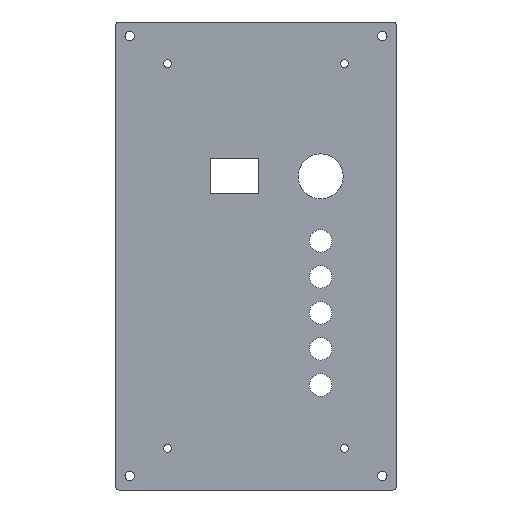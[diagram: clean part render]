
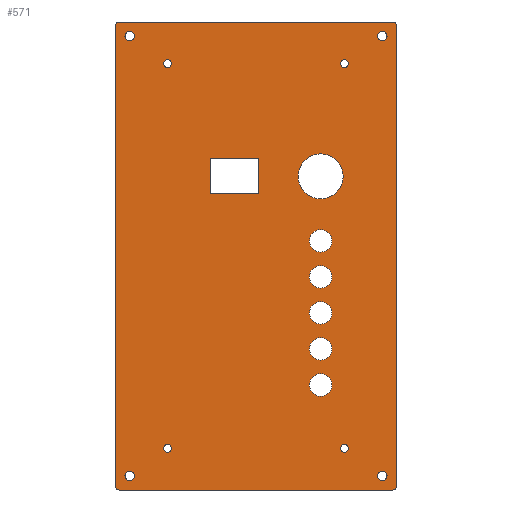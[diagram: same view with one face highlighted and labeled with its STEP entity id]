
A CAD part, front view. The second image highlights one B-rep face of the part: STEP entity #571.
In plain terms, the highlighted planar face has unit normal (0, -1, 0).
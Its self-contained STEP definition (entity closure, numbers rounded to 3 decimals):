
#16=LINE('',#836,#44);
#19=LINE('',#842,#47);
#22=LINE('',#848,#50);
#25=LINE('',#852,#53);
#28=LINE('',#909,#56);
#31=LINE('',#915,#59);
#32=LINE('',#919,#60);
#33=LINE('',#923,#61);
#44=VECTOR('',#681,18.75);
#47=VECTOR('',#686,25.75);
#50=VECTOR('',#691,18.75);
#53=VECTOR('',#696,25.75);
#56=VECTOR('',#761,246.);
#59=VECTOR('',#766,146.);
#60=VECTOR('',#769,246.);
#61=VECTOR('',#772,146.);
#75=PLANE('',#631);
#94=FACE_BOUND('',#187,.T.);
#95=FACE_BOUND('',#188,.T.);
#96=FACE_BOUND('',#189,.T.);
#97=FACE_BOUND('',#190,.T.);
#98=FACE_BOUND('',#191,.T.);
#99=FACE_BOUND('',#192,.T.);
#100=FACE_BOUND('',#193,.T.);
#101=FACE_BOUND('',#194,.T.);
#102=FACE_BOUND('',#195,.T.);
#103=FACE_BOUND('',#196,.T.);
#104=FACE_BOUND('',#197,.T.);
#105=FACE_BOUND('',#198,.T.);
#106=FACE_BOUND('',#199,.T.);
#107=FACE_BOUND('',#200,.T.);
#108=FACE_BOUND('',#201,.T.);
#144=FACE_OUTER_BOUND('',#186,.T.);
#186=EDGE_LOOP('',(#428,#429,#430,#431,#432,#433,#434,#435));
#187=EDGE_LOOP('',(#436));
#188=EDGE_LOOP('',(#437));
#189=EDGE_LOOP('',(#438));
#190=EDGE_LOOP('',(#439));
#191=EDGE_LOOP('',(#440));
#192=EDGE_LOOP('',(#441,#442,#443,#444));
#193=EDGE_LOOP('',(#445));
#194=EDGE_LOOP('',(#446));
#195=EDGE_LOOP('',(#447));
#196=EDGE_LOOP('',(#448));
#197=EDGE_LOOP('',(#449));
#198=EDGE_LOOP('',(#450));
#199=EDGE_LOOP('',(#451));
#200=EDGE_LOOP('',(#452));
#201=EDGE_LOOP('',(#453));
#225=CIRCLE('',#583,2.1);
#227=CIRCLE('',#586,2.1);
#229=CIRCLE('',#589,2.1);
#231=CIRCLE('',#592,2.1);
#233=CIRCLE('',#595,12.);
#234=CIRCLE('',#601,2.5);
#236=CIRCLE('',#604,2.5);
#238=CIRCLE('',#607,2.5);
#240=CIRCLE('',#610,2.5);
#243=CIRCLE('',#614,6.);
#245=CIRCLE('',#617,6.);
#247=CIRCLE('',#620,6.);
#249=CIRCLE('',#623,6.);
#250=CIRCLE('',#625,6.);
#253=CIRCLE('',#629,2.);
#254=CIRCLE('',#632,2.);
#255=CIRCLE('',#633,2.);
#256=CIRCLE('',#634,2.);
#261=VERTEX_POINT('',#807);
#263=VERTEX_POINT('',#812);
#265=VERTEX_POINT('',#817);
#267=VERTEX_POINT('',#822);
#269=VERTEX_POINT('',#827);
#272=VERTEX_POINT('',#833);
#273=VERTEX_POINT('',#835);
#275=VERTEX_POINT('',#841);
#277=VERTEX_POINT('',#847);
#278=VERTEX_POINT('',#854);
#280=VERTEX_POINT('',#859);
#282=VERTEX_POINT('',#864);
#284=VERTEX_POINT('',#869);
#287=VERTEX_POINT('',#876);
#289=VERTEX_POINT('',#881);
#291=VERTEX_POINT('',#886);
#293=VERTEX_POINT('',#891);
#294=VERTEX_POINT('',#894);
#298=VERTEX_POINT('',#902);
#299=VERTEX_POINT('',#904);
#300=VERTEX_POINT('',#908);
#302=VERTEX_POINT('',#914);
#303=VERTEX_POINT('',#916);
#304=VERTEX_POINT('',#918);
#305=VERTEX_POINT('',#920);
#306=VERTEX_POINT('',#922);
#313=EDGE_CURVE('',#261,#261,#225,.T.);
#315=EDGE_CURVE('',#263,#263,#227,.T.);
#317=EDGE_CURVE('',#265,#265,#229,.T.);
#319=EDGE_CURVE('',#267,#267,#231,.T.);
#321=EDGE_CURVE('',#269,#269,#233,.T.);
#324=EDGE_CURVE('',#273,#272,#16,.T.);
#327=EDGE_CURVE('',#275,#273,#19,.T.);
#330=EDGE_CURVE('',#277,#275,#22,.T.);
#333=EDGE_CURVE('',#272,#277,#25,.T.);
#334=EDGE_CURVE('',#278,#278,#234,.T.);
#336=EDGE_CURVE('',#280,#280,#236,.T.);
#338=EDGE_CURVE('',#282,#282,#238,.T.);
#340=EDGE_CURVE('',#284,#284,#240,.T.);
#343=EDGE_CURVE('',#287,#287,#243,.T.);
#345=EDGE_CURVE('',#289,#289,#245,.T.);
#347=EDGE_CURVE('',#291,#291,#247,.T.);
#349=EDGE_CURVE('',#293,#293,#249,.T.);
#350=EDGE_CURVE('',#294,#294,#250,.T.);
#354=EDGE_CURVE('',#298,#299,#253,.T.);
#356=EDGE_CURVE('',#299,#300,#28,.T.);
#359=EDGE_CURVE('',#302,#298,#31,.T.);
#360=EDGE_CURVE('',#303,#302,#254,.T.);
#361=EDGE_CURVE('',#304,#303,#32,.T.);
#362=EDGE_CURVE('',#305,#304,#255,.T.);
#363=EDGE_CURVE('',#306,#305,#33,.T.);
#364=EDGE_CURVE('',#300,#306,#256,.T.);
#428=ORIENTED_EDGE('',*,*,#354,.F.);
#429=ORIENTED_EDGE('',*,*,#359,.F.);
#430=ORIENTED_EDGE('',*,*,#360,.F.);
#431=ORIENTED_EDGE('',*,*,#361,.F.);
#432=ORIENTED_EDGE('',*,*,#362,.F.);
#433=ORIENTED_EDGE('',*,*,#363,.F.);
#434=ORIENTED_EDGE('',*,*,#364,.F.);
#435=ORIENTED_EDGE('',*,*,#356,.F.);
#436=ORIENTED_EDGE('',*,*,#313,.T.);
#437=ORIENTED_EDGE('',*,*,#315,.T.);
#438=ORIENTED_EDGE('',*,*,#317,.T.);
#439=ORIENTED_EDGE('',*,*,#319,.T.);
#440=ORIENTED_EDGE('',*,*,#321,.T.);
#441=ORIENTED_EDGE('',*,*,#330,.T.);
#442=ORIENTED_EDGE('',*,*,#327,.T.);
#443=ORIENTED_EDGE('',*,*,#324,.T.);
#444=ORIENTED_EDGE('',*,*,#333,.T.);
#445=ORIENTED_EDGE('',*,*,#334,.T.);
#446=ORIENTED_EDGE('',*,*,#336,.T.);
#447=ORIENTED_EDGE('',*,*,#338,.T.);
#448=ORIENTED_EDGE('',*,*,#340,.T.);
#449=ORIENTED_EDGE('',*,*,#343,.T.);
#450=ORIENTED_EDGE('',*,*,#345,.T.);
#451=ORIENTED_EDGE('',*,*,#347,.T.);
#452=ORIENTED_EDGE('',*,*,#349,.T.);
#453=ORIENTED_EDGE('',*,*,#350,.T.);
#571=ADVANCED_FACE('',(#144,#94,#95,#96,#97,#98,#99,#100,#101,#102,#103,
#104,#105,#106,#107,#108),#75,.F.);
#583=AXIS2_PLACEMENT_3D('',#808,#651,#652);
#586=AXIS2_PLACEMENT_3D('',#813,#657,#658);
#589=AXIS2_PLACEMENT_3D('',#818,#663,#664);
#592=AXIS2_PLACEMENT_3D('',#823,#669,#670);
#595=AXIS2_PLACEMENT_3D('',#828,#675,#676);
#601=AXIS2_PLACEMENT_3D('',#855,#699,#700);
#604=AXIS2_PLACEMENT_3D('',#860,#705,#706);
#607=AXIS2_PLACEMENT_3D('',#865,#711,#712);
#610=AXIS2_PLACEMENT_3D('',#870,#717,#718);
#614=AXIS2_PLACEMENT_3D('',#877,#725,#726);
#617=AXIS2_PLACEMENT_3D('',#882,#731,#732);
#620=AXIS2_PLACEMENT_3D('',#887,#737,#738);
#623=AXIS2_PLACEMENT_3D('',#892,#743,#744);
#625=AXIS2_PLACEMENT_3D('',#895,#747,#748);
#629=AXIS2_PLACEMENT_3D('',#905,#756,#757);
#631=AXIS2_PLACEMENT_3D('',#913,#764,#765);
#632=AXIS2_PLACEMENT_3D('',#917,#767,#768);
#633=AXIS2_PLACEMENT_3D('',#921,#770,#771);
#634=AXIS2_PLACEMENT_3D('',#924,#773,#774);
#651=DIRECTION('center_axis',(0.,1.,0.));
#652=DIRECTION('ref_axis',(1.,0.,0.));
#657=DIRECTION('center_axis',(0.,1.,0.));
#658=DIRECTION('ref_axis',(1.,0.,0.));
#663=DIRECTION('center_axis',(0.,1.,0.));
#664=DIRECTION('ref_axis',(1.,0.,0.));
#669=DIRECTION('center_axis',(0.,1.,0.));
#670=DIRECTION('ref_axis',(1.,0.,0.));
#675=DIRECTION('center_axis',(0.,1.,0.));
#676=DIRECTION('ref_axis',(-1.,0.,0.));
#681=DIRECTION('',(0.,0.,-1.));
#686=DIRECTION('',(1.,0.,0.));
#691=DIRECTION('',(0.,0.,1.));
#696=DIRECTION('',(-1.,0.,0.));
#699=DIRECTION('center_axis',(0.,1.,0.));
#700=DIRECTION('ref_axis',(1.,0.,0.));
#705=DIRECTION('center_axis',(0.,1.,0.));
#706=DIRECTION('ref_axis',(1.,0.,0.));
#711=DIRECTION('center_axis',(0.,1.,0.));
#712=DIRECTION('ref_axis',(1.,0.,0.));
#717=DIRECTION('center_axis',(0.,1.,0.));
#718=DIRECTION('ref_axis',(1.,0.,0.));
#725=DIRECTION('center_axis',(0.,1.,0.));
#726=DIRECTION('ref_axis',(-1.,0.,0.));
#731=DIRECTION('center_axis',(0.,1.,0.));
#732=DIRECTION('ref_axis',(-1.,0.,0.));
#737=DIRECTION('center_axis',(0.,1.,0.));
#738=DIRECTION('ref_axis',(-1.,0.,0.));
#743=DIRECTION('center_axis',(0.,1.,0.));
#744=DIRECTION('ref_axis',(-1.,0.,0.));
#747=DIRECTION('center_axis',(0.,1.,0.));
#748=DIRECTION('ref_axis',(-1.,0.,0.));
#756=DIRECTION('center_axis',(0.,1.,0.));
#757=DIRECTION('ref_axis',(0.707,0.,0.707));
#761=DIRECTION('',(0.,0.,-1.));
#764=DIRECTION('center_axis',(0.,1.,0.));
#765=DIRECTION('ref_axis',(0.,0.,1.));
#766=DIRECTION('',(1.,0.,0.));
#767=DIRECTION('center_axis',(0.,1.,0.));
#768=DIRECTION('ref_axis',(-0.707,0.,0.707));
#769=DIRECTION('',(0.,0.,1.));
#770=DIRECTION('center_axis',(0.,1.,0.));
#771=DIRECTION('ref_axis',(-0.707,0.,-0.707));
#772=DIRECTION('',(-1.,0.,0.));
#773=DIRECTION('center_axis',(0.,1.,0.));
#774=DIRECTION('ref_axis',(0.707,0.,-0.707));
#807=CARTESIAN_POINT('',(-45.15,0.,-102.75));
#808=CARTESIAN_POINT('Origin',(-47.25,0.,-102.75));
#812=CARTESIAN_POINT('',(-45.15,0.,102.75));
#813=CARTESIAN_POINT('Origin',(-47.25,0.,102.75));
#817=CARTESIAN_POINT('',(49.35,0.,102.75));
#818=CARTESIAN_POINT('Origin',(47.25,0.,102.75));
#822=CARTESIAN_POINT('',(49.35,0.,-102.75));
#823=CARTESIAN_POINT('Origin',(47.25,0.,-102.75));
#827=CARTESIAN_POINT('',(46.54,0.,42.555));
#828=CARTESIAN_POINT('Origin',(34.54,0.,42.555));
#833=CARTESIAN_POINT('',(1.415,0.,33.18));
#835=CARTESIAN_POINT('',(1.415,0.,51.93));
#836=CARTESIAN_POINT('',(1.415,0.,25.965));
#841=CARTESIAN_POINT('',(-24.335,0.,51.93));
#842=CARTESIAN_POINT('',(-12.168,0.,51.93));
#847=CARTESIAN_POINT('',(-24.335,0.,33.18));
#848=CARTESIAN_POINT('',(-24.335,0.,16.59));
#852=CARTESIAN_POINT('',(0.707,0.,33.18));
#854=CARTESIAN_POINT('',(-70.,0.,-117.5));
#855=CARTESIAN_POINT('Origin',(-67.5,0.,-117.5));
#859=CARTESIAN_POINT('',(-70.,0.,117.5));
#860=CARTESIAN_POINT('Origin',(-67.5,0.,117.5));
#864=CARTESIAN_POINT('',(65.,0.,117.5));
#865=CARTESIAN_POINT('Origin',(67.5,0.,117.5));
#869=CARTESIAN_POINT('',(65.,0.,-117.5));
#870=CARTESIAN_POINT('Origin',(67.5,0.,-117.5));
#876=CARTESIAN_POINT('',(40.54,0.,-49.645));
#877=CARTESIAN_POINT('Origin',(34.54,0.,-49.645));
#881=CARTESIAN_POINT('',(40.54,0.,-68.895));
#882=CARTESIAN_POINT('Origin',(34.54,0.,-68.895));
#886=CARTESIAN_POINT('',(40.54,0.,-11.145));
#887=CARTESIAN_POINT('Origin',(34.54,0.,-11.145));
#891=CARTESIAN_POINT('',(40.54,0.,8.105));
#892=CARTESIAN_POINT('Origin',(34.54,0.,8.105));
#894=CARTESIAN_POINT('',(40.54,0.,-30.395));
#895=CARTESIAN_POINT('Origin',(34.54,0.,-30.395));
#902=CARTESIAN_POINT('',(73.,0.,125.));
#904=CARTESIAN_POINT('',(75.,0.,123.));
#905=CARTESIAN_POINT('Origin',(73.,0.,123.));
#908=CARTESIAN_POINT('',(75.,0.,-123.));
#909=CARTESIAN_POINT('',(75.,0.,125.));
#913=CARTESIAN_POINT('Origin',(0.,0.,0.));
#914=CARTESIAN_POINT('',(-73.,0.,125.));
#915=CARTESIAN_POINT('',(-75.,0.,125.));
#916=CARTESIAN_POINT('',(-75.,0.,123.));
#917=CARTESIAN_POINT('Origin',(-73.,0.,123.));
#918=CARTESIAN_POINT('',(-75.,0.,-123.));
#919=CARTESIAN_POINT('',(-75.,0.,-125.));
#920=CARTESIAN_POINT('',(-73.,0.,-125.));
#921=CARTESIAN_POINT('Origin',(-73.,0.,-123.));
#922=CARTESIAN_POINT('',(73.,0.,-125.));
#923=CARTESIAN_POINT('',(75.,0.,-125.));
#924=CARTESIAN_POINT('Origin',(73.,0.,-123.));
